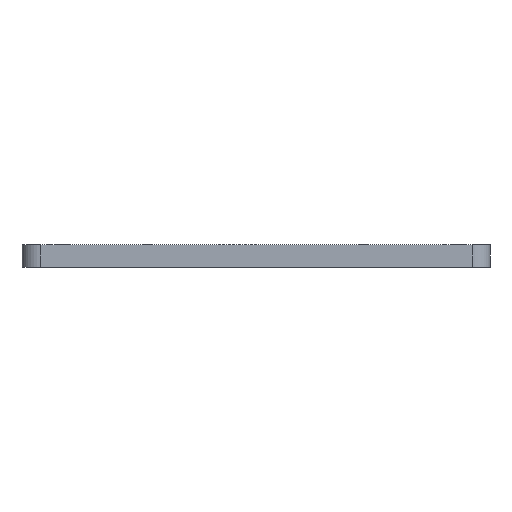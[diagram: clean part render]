
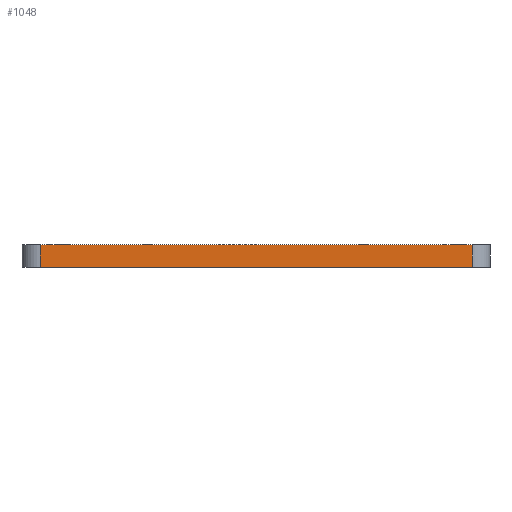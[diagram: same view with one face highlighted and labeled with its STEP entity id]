
A CAD part, front view. The second image highlights one B-rep face of the part: STEP entity #1048.
In plain terms, the highlighted planar face has unit normal (0, -1, 0).
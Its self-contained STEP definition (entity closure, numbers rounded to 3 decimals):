
#70=PLANE('',#1174);
#115=FACE_OUTER_BOUND('',#189,.T.);
#189=EDGE_LOOP('',(#877,#878,#879,#880));
#245=LINE('',#1596,#317);
#271=LINE('',#1705,#343);
#273=LINE('',#1710,#345);
#291=LINE('',#1773,#363);
#317=VECTOR('',#1261,10.);
#343=VECTOR('',#1375,10.);
#345=VECTOR('',#1381,10.);
#363=VECTOR('',#1461,10.);
#471=VERTEX_POINT('',#1593);
#472=VERTEX_POINT('',#1595);
#511=VERTEX_POINT('',#1703);
#512=VERTEX_POINT('',#1709);
#571=EDGE_CURVE('',#472,#471,#245,.T.);
#626=EDGE_CURVE('',#511,#471,#271,.T.);
#628=EDGE_CURVE('',#472,#512,#273,.T.);
#660=EDGE_CURVE('',#511,#512,#291,.T.);
#877=ORIENTED_EDGE('',*,*,#626,.F.);
#878=ORIENTED_EDGE('',*,*,#660,.T.);
#879=ORIENTED_EDGE('',*,*,#628,.F.);
#880=ORIENTED_EDGE('',*,*,#571,.T.);
#1048=ADVANCED_FACE('',(#115),#70,.T.);
#1174=AXIS2_PLACEMENT_3D('',#1772,#1459,#1460);
#1261=DIRECTION('',(1.,0.,0.));
#1375=DIRECTION('',(0.,0.,-1.));
#1381=DIRECTION('',(0.,0.,1.));
#1459=DIRECTION('center_axis',(0.,-1.,0.));
#1460=DIRECTION('ref_axis',(-1.,0.,0.));
#1461=DIRECTION('',(-1.,0.,0.));
#1593=CARTESIAN_POINT('',(115.,-75.,0.));
#1595=CARTESIAN_POINT('',(-5.,-75.,0.));
#1596=CARTESIAN_POINT('',(87.5,-75.,0.));
#1703=CARTESIAN_POINT('',(115.,-75.,6.15));
#1705=CARTESIAN_POINT('',(115.,-75.,6.15));
#1709=CARTESIAN_POINT('',(-5.,-75.,6.15));
#1710=CARTESIAN_POINT('',(-5.,-75.,6.15));
#1772=CARTESIAN_POINT('Origin',(120.,-75.,6.15));
#1773=CARTESIAN_POINT('',(120.,-75.,6.15));
